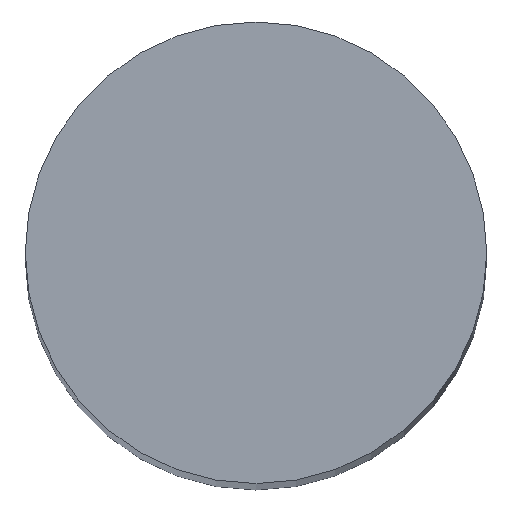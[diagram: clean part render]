
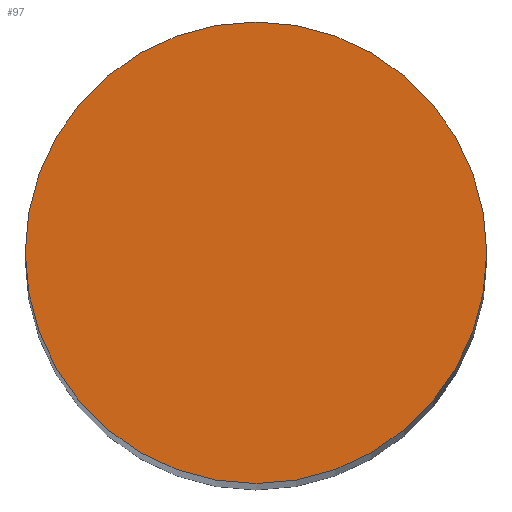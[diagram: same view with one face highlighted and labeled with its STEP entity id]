
A CAD part, top view. The second image highlights one B-rep face of the part: STEP entity #97.
In plain terms, the highlighted planar face has unit normal (0, 0, 1).
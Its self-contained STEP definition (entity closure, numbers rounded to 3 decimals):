
#17 = CARTESIAN_POINT ( 'NONE',  ( 0., 0., 4. ) ) ;
#21 = DIRECTION ( 'NONE',  ( 0., 0., 1. ) ) ;
#36 = DIRECTION ( 'NONE',  ( 0., 0., 1. ) ) ;
#39 = DIRECTION ( 'NONE',  ( 1., 0., 0. ) ) ;
#47 = CIRCLE ( 'NONE', #85, 0.25 ) ;
#51 = EDGE_LOOP ( 'NONE', ( #98, #61 ) ) ;
#57 = VERTEX_POINT ( 'NONE', #117 ) ;
#61 = ORIENTED_EDGE ( 'NONE', *, *, #159, .T. ) ;
#63 = DIRECTION ( 'NONE',  ( 1., 0., 0. ) ) ;
#76 = CARTESIAN_POINT ( 'NONE',  ( 0.25, 0., 4. ) ) ;
#85 = AXIS2_PLACEMENT_3D ( 'NONE', #153, #91, #39 ) ;
#90 = DIRECTION ( 'NONE',  ( 1., 0., 0. ) ) ;
#91 = DIRECTION ( 'NONE',  ( 0., 0., 1. ) ) ;
#93 = AXIS2_PLACEMENT_3D ( 'NONE', #17, #36, #90 ) ;
#97 = ADVANCED_FACE ( 'NONE', ( #105 ), #167, .T. ) ;
#98 = ORIENTED_EDGE ( 'NONE', *, *, #135, .T. ) ;
#100 = AXIS2_PLACEMENT_3D ( 'NONE', #156, #21, #63 ) ;
#105 = FACE_OUTER_BOUND ( 'NONE', #51, .T. ) ;
#117 = CARTESIAN_POINT ( 'NONE',  ( -0.25, 0., 4. ) ) ;
#135 = EDGE_CURVE ( 'NONE', #57, #173, #47, .T. ) ;
#144 = CIRCLE ( 'NONE', #93, 0.25 ) ;
#153 = CARTESIAN_POINT ( 'NONE',  ( 0., 0., 4. ) ) ;
#156 = CARTESIAN_POINT ( 'NONE',  ( 0., 0., 4. ) ) ;
#159 = EDGE_CURVE ( 'NONE', #173, #57, #144, .T. ) ;
#167 = PLANE ( 'NONE',  #100 ) ;
#173 = VERTEX_POINT ( 'NONE', #76 ) ;
